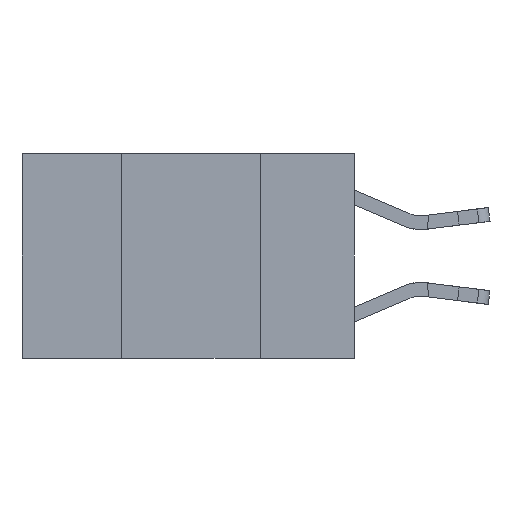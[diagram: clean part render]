
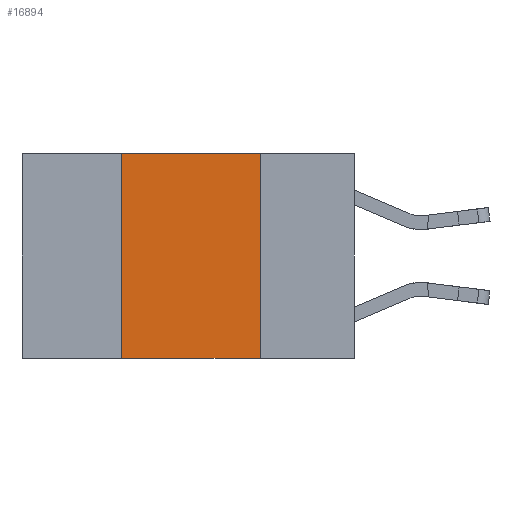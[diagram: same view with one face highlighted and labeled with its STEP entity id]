
A CAD part, left-side view. The second image highlights one B-rep face of the part: STEP entity #16894.
In plain terms, the highlighted planar face has unit normal (-1, 0, 0).
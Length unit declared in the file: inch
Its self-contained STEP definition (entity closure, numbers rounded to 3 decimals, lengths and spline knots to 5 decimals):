
#51 = EDGE_LOOP ( 'NONE', ( #12652, #16203, #11798, #11225 ) ) ;
#280 = LINE ( 'NONE', #13258, #7884 ) ;
#289 = PLANE ( 'NONE',  #18474 ) ;
#623 = VECTOR ( 'NONE', #15224, 39.37008 ) ;
#3612 = VERTEX_POINT ( 'NONE', #14686 ) ;
#4343 = VECTOR ( 'NONE', #13877, 39.37008 ) ;
#5191 = FACE_OUTER_BOUND ( 'NONE', #51, .T. ) ;
#6250 = CARTESIAN_POINT ( 'NONE',  ( 0., 0.42, 0. ) ) ;
#6773 = VERTEX_POINT ( 'NONE', #13748 ) ;
#7861 = CARTESIAN_POINT ( 'NONE',  ( 0., 0.6, 0. ) ) ;
#7884 = VECTOR ( 'NONE', #16345, 39.37008 ) ;
#7931 = DIRECTION ( 'NONE',  ( 0., 0., -1. ) ) ;
#8186 = CARTESIAN_POINT ( 'NONE',  ( 0., 0.17, 0. ) ) ;
#9147 = LINE ( 'NONE', #10659, #623 ) ;
#9380 = EDGE_CURVE ( 'NONE', #17011, #12242, #280, .T. ) ;
#10300 = DIRECTION ( 'NONE',  ( 0., -1., 0. ) ) ;
#10403 = EDGE_CURVE ( 'NONE', #3612, #6773, #12394, .T. ) ;
#10659 = CARTESIAN_POINT ( 'NONE',  ( 0., 0.6, 0. ) ) ;
#10903 = VECTOR ( 'NONE', #10300, 39.37008 ) ;
#11225 = ORIENTED_EDGE ( 'NONE', *, *, #11441, .T. ) ;
#11441 = EDGE_CURVE ( 'NONE', #3612, #12242, #19041, .T. ) ;
#11798 = ORIENTED_EDGE ( 'NONE', *, *, #10403, .F. ) ;
#12242 = VERTEX_POINT ( 'NONE', #16385 ) ;
#12394 = LINE ( 'NONE', #6250, #4343 ) ;
#12652 = ORIENTED_EDGE ( 'NONE', *, *, #9380, .F. ) ;
#13258 = CARTESIAN_POINT ( 'NONE',  ( 0., 0.17, 0. ) ) ;
#13748 = CARTESIAN_POINT ( 'NONE',  ( 0., 0.42, 0. ) ) ;
#13877 = DIRECTION ( 'NONE',  ( 0., 0., 1. ) ) ;
#14242 = EDGE_CURVE ( 'NONE', #6773, #17011, #9147, .T. ) ;
#14686 = CARTESIAN_POINT ( 'NONE',  ( 0., 0.42, -0.37 ) ) ;
#15224 = DIRECTION ( 'NONE',  ( 0., -1., 0. ) ) ;
#16203 = ORIENTED_EDGE ( 'NONE', *, *, #14242, .F. ) ;
#16345 = DIRECTION ( 'NONE',  ( 0., 0., -1. ) ) ;
#16385 = CARTESIAN_POINT ( 'NONE',  ( 0., 0.17, -0.37 ) ) ;
#16475 = CARTESIAN_POINT ( 'NONE',  ( 0., 0.6, -0.37 ) ) ;
#16894 = ADVANCED_FACE ( 'NONE', ( #5191 ), #289, .F. ) ;
#17011 = VERTEX_POINT ( 'NONE', #8186 ) ;
#17101 = DIRECTION ( 'NONE',  ( 1., 0., 0. ) ) ;
#18474 = AXIS2_PLACEMENT_3D ( 'NONE', #7861, #17101, #7931 ) ;
#19041 = LINE ( 'NONE', #16475, #10903 ) ;
